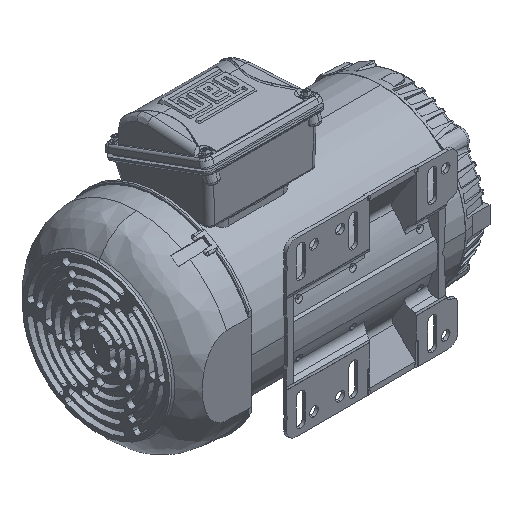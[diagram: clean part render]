
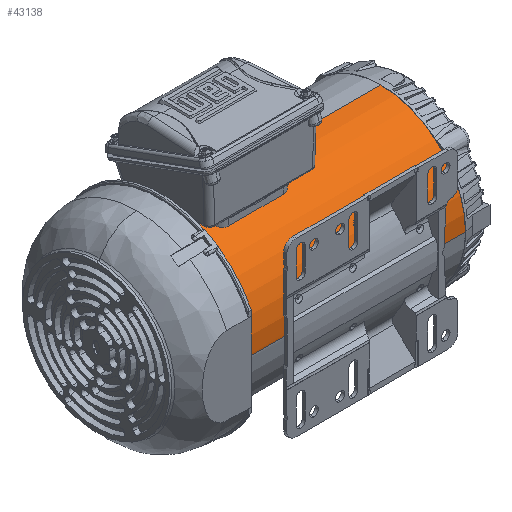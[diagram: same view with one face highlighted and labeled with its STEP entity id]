
A CAD part, isometric view. The second image highlights one B-rep face of the part: STEP entity #43138.
In plain terms, the highlighted cylindrical face has radius 81.875 mm (diameter 163.75 mm), a partial arc.
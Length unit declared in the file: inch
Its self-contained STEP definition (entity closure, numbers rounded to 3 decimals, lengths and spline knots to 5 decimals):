
#1123 = CARTESIAN_POINT ( 'NONE',  ( -4.10269, -3.0966, 0.05734 ) ) ;
#1955 = CARTESIAN_POINT ( 'NONE',  ( 25.31773, 0.12628, 3.22171 ) ) ;
#2028 = VECTOR ( 'NONE', #41897, 39.37008 ) ;
#3981 = EDGE_CURVE ( 'NONE', #27093, #30099, #11818, .T. ) ;
#4080 = ORIENTED_EDGE ( 'NONE', *, *, #55040, .T. ) ;
#5103 = AXIS2_PLACEMENT_3D ( 'NONE', #19743, #23691, #14605 ) ;
#6795 = CARTESIAN_POINT ( 'NONE',  ( -4.24053, -3.0966, 0.05734 ) ) ;
#8126 = DIRECTION ( 'NONE',  ( 1., 0., 0. ) ) ;
#10421 = VECTOR ( 'NONE', #8126, 39.37008 ) ;
#11080 = CARTESIAN_POINT ( 'NONE',  ( 4.02719, -3.09715, -0.00115 ) ) ;
#11818 = CIRCLE ( 'NONE', #5103, 3.22343 ) ;
#12727 = VERTEX_POINT ( 'NONE', #47047 ) ;
#13556 = EDGE_CURVE ( 'NONE', #14506, #27093, #25099, .T. ) ;
#13576 = ORIENTED_EDGE ( 'NONE', *, *, #58456, .T. ) ;
#14506 = VERTEX_POINT ( 'NONE', #33828 ) ;
#14605 = DIRECTION ( 'NONE',  ( 0., 0., 1. ) ) ;
#14768 = CARTESIAN_POINT ( 'NONE',  ( 25.31773, -3.0966, 0.05734 ) ) ;
#14912 = CYLINDRICAL_SURFACE ( 'NONE', #49256, 3.22343 ) ;
#15084 = CARTESIAN_POINT ( 'NONE',  ( -4.10269, 0.12628, -0.00171 ) ) ;
#18235 = CARTESIAN_POINT ( 'NONE',  ( 4.02719, 0.12628, 3.22171 ) ) ;
#18707 = LINE ( 'NONE', #14768, #2028 ) ;
#19743 = CARTESIAN_POINT ( 'NONE',  ( 4.02719, 0.12628, -0.00171 ) ) ;
#19905 = ORIENTED_EDGE ( 'NONE', *, *, #56244, .T. ) ;
#20329 = LINE ( 'NONE', #1955, #36532 ) ;
#23691 = DIRECTION ( 'NONE',  ( -1., 0., 0. ) ) ;
#25099 = LINE ( 'NONE', #29905, #10421 ) ;
#27093 = VERTEX_POINT ( 'NONE', #11080 ) ;
#29905 = CARTESIAN_POINT ( 'NONE',  ( 25.31773, -3.09715, -0.00115 ) ) ;
#30099 = VERTEX_POINT ( 'NONE', #18235 ) ;
#31961 = EDGE_LOOP ( 'NONE', ( #45429, #13576, #4080, #48843, #19905, #33087 ) ) ;
#32297 = DIRECTION ( 'NONE',  ( 0., 0., 1. ) ) ;
#32714 = DIRECTION ( 'NONE',  ( 0., 0., 1. ) ) ;
#33011 = FACE_OUTER_BOUND ( 'NONE', #31961, .T. ) ;
#33087 = ORIENTED_EDGE ( 'NONE', *, *, #13556, .T. ) ;
#33196 = DIRECTION ( 'NONE',  ( 0., 0., 1. ) ) ;
#33437 = EDGE_CURVE ( 'NONE', #53519, #52431, #18707, .T. ) ;
#33828 = CARTESIAN_POINT ( 'NONE',  ( -4.10269, -3.09715, -0.00115 ) ) ;
#34438 = CIRCLE ( 'NONE', #39238, 3.22343 ) ;
#36532 = VECTOR ( 'NONE', #38668, 39.37008 ) ;
#38668 = DIRECTION ( 'NONE',  ( -1., 0., 0. ) ) ;
#39238 = AXIS2_PLACEMENT_3D ( 'NONE', #15084, #41937, #33196 ) ;
#41023 = CARTESIAN_POINT ( 'NONE',  ( -4.24053, 0.12628, -0.00171 ) ) ;
#41897 = DIRECTION ( 'NONE',  ( 1., 0., 0. ) ) ;
#41937 = DIRECTION ( 'NONE',  ( 1., 0., 0. ) ) ;
#43138 = ADVANCED_FACE ( 'NONE', ( #33011 ), #14912, .T. ) ;
#45429 = ORIENTED_EDGE ( 'NONE', *, *, #3981, .T. ) ;
#47047 = CARTESIAN_POINT ( 'NONE',  ( -4.24053, 0.12628, 3.22171 ) ) ;
#48843 = ORIENTED_EDGE ( 'NONE', *, *, #33437, .T. ) ;
#49256 = AXIS2_PLACEMENT_3D ( 'NONE', #55573, #51392, #32714 ) ;
#51392 = DIRECTION ( 'NONE',  ( -1., 0., 0. ) ) ;
#52431 = VERTEX_POINT ( 'NONE', #1123 ) ;
#53519 = VERTEX_POINT ( 'NONE', #6795 ) ;
#54687 = AXIS2_PLACEMENT_3D ( 'NONE', #41023, #59378, #32297 ) ;
#55040 = EDGE_CURVE ( 'NONE', #12727, #53519, #55689, .T. ) ;
#55573 = CARTESIAN_POINT ( 'NONE',  ( 25.31773, 0.12628, -0.00171 ) ) ;
#55689 = CIRCLE ( 'NONE', #54687, 3.22343 ) ;
#56244 = EDGE_CURVE ( 'NONE', #52431, #14506, #34438, .T. ) ;
#58456 = EDGE_CURVE ( 'NONE', #30099, #12727, #20329, .T. ) ;
#59378 = DIRECTION ( 'NONE',  ( 1., 0., 0. ) ) ;
